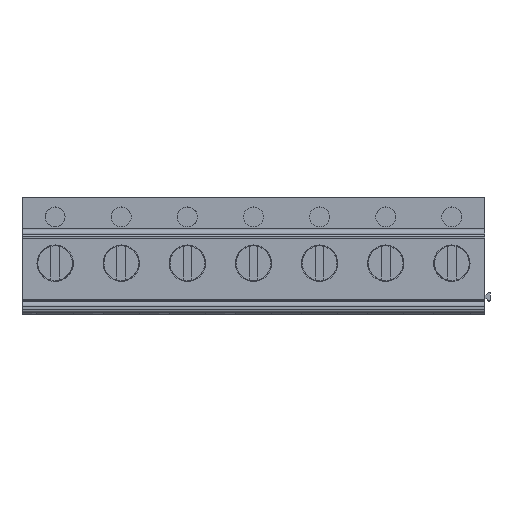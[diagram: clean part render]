
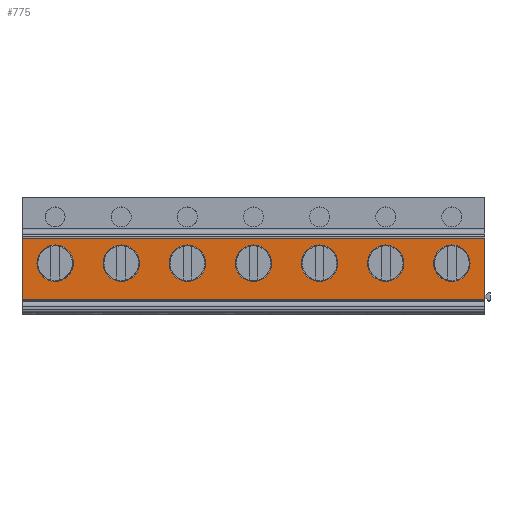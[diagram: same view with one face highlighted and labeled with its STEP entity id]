
A CAD part, top view. The second image highlights one B-rep face of the part: STEP entity #775.
In plain terms, the highlighted planar face has unit normal (0, 0, 1).
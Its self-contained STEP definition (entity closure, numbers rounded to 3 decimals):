
#622=AXIS2_PLACEMENT_3D('Plane Axis2P3D',#619,#620,#621) ;
#651=AXIS2_PLACEMENT_3D('Circle Axis2P3D',#649,#650,$) ;
#660=AXIS2_PLACEMENT_3D('Circle Axis2P3D',#658,#659,$) ;
#669=AXIS2_PLACEMENT_3D('Circle Axis2P3D',#667,#668,$) ;
#678=AXIS2_PLACEMENT_3D('Circle Axis2P3D',#676,#677,$) ;
#687=AXIS2_PLACEMENT_3D('Circle Axis2P3D',#685,#686,$) ;
#696=AXIS2_PLACEMENT_3D('Circle Axis2P3D',#694,#695,$) ;
#705=AXIS2_PLACEMENT_3D('Circle Axis2P3D',#703,#704,$) ;
#714=AXIS2_PLACEMENT_3D('Circle Axis2P3D',#712,#713,$) ;
#723=AXIS2_PLACEMENT_3D('Circle Axis2P3D',#721,#722,$) ;
#732=AXIS2_PLACEMENT_3D('Circle Axis2P3D',#730,#731,$) ;
#741=AXIS2_PLACEMENT_3D('Circle Axis2P3D',#739,#740,$) ;
#750=AXIS2_PLACEMENT_3D('Circle Axis2P3D',#748,#749,$) ;
#759=AXIS2_PLACEMENT_3D('Circle Axis2P3D',#757,#758,$) ;
#768=AXIS2_PLACEMENT_3D('Circle Axis2P3D',#766,#767,$) ;
#592=CARTESIAN_POINT('Line Origine',(26.67,8.716,20.2)) ;
#596=CARTESIAN_POINT('Vertex',(0.,8.716,20.2)) ;
#598=CARTESIAN_POINT('Vertex',(53.34,8.716,20.2)) ;
#619=CARTESIAN_POINT('Axis2P3D Location',(22.86,8.716,20.2)) ;
#624=CARTESIAN_POINT('Line Origine',(26.67,1.648,20.2)) ;
#628=CARTESIAN_POINT('Vertex',(0.,1.648,20.2)) ;
#630=CARTESIAN_POINT('Vertex',(53.34,1.648,20.2)) ;
#633=CARTESIAN_POINT('Line Origine',(53.34,5.182,20.2)) ;
#638=CARTESIAN_POINT('Line Origine',(0.,5.182,20.2)) ;
#649=CARTESIAN_POINT('Axis2P3D Location',(3.82,5.85,20.2)) ;
#653=CARTESIAN_POINT('Vertex',(3.82,3.75,20.2)) ;
#655=CARTESIAN_POINT('Vertex',(3.82,7.95,20.2)) ;
#658=CARTESIAN_POINT('Axis2P3D Location',(3.82,5.85,20.2)) ;
#667=CARTESIAN_POINT('Axis2P3D Location',(49.54,5.85,20.2)) ;
#671=CARTESIAN_POINT('Vertex',(49.54,7.95,20.2)) ;
#673=CARTESIAN_POINT('Vertex',(49.54,3.75,20.2)) ;
#676=CARTESIAN_POINT('Axis2P3D Location',(49.54,5.85,20.2)) ;
#685=CARTESIAN_POINT('Axis2P3D Location',(19.06,5.85,20.2)) ;
#689=CARTESIAN_POINT('Vertex',(19.06,7.95,20.2)) ;
#691=CARTESIAN_POINT('Vertex',(19.06,3.75,20.2)) ;
#694=CARTESIAN_POINT('Axis2P3D Location',(19.06,5.85,20.2)) ;
#703=CARTESIAN_POINT('Axis2P3D Location',(26.68,5.85,20.2)) ;
#707=CARTESIAN_POINT('Vertex',(26.68,3.75,20.2)) ;
#709=CARTESIAN_POINT('Vertex',(26.68,7.95,20.2)) ;
#712=CARTESIAN_POINT('Axis2P3D Location',(26.68,5.85,20.2)) ;
#721=CARTESIAN_POINT('Axis2P3D Location',(41.92,5.85,20.2)) ;
#725=CARTESIAN_POINT('Vertex',(41.92,3.75,20.2)) ;
#727=CARTESIAN_POINT('Vertex',(41.92,7.95,20.2)) ;
#730=CARTESIAN_POINT('Axis2P3D Location',(41.92,5.85,20.2)) ;
#739=CARTESIAN_POINT('Axis2P3D Location',(11.44,5.85,20.2)) ;
#743=CARTESIAN_POINT('Vertex',(11.44,7.95,20.2)) ;
#745=CARTESIAN_POINT('Vertex',(11.44,3.75,20.2)) ;
#748=CARTESIAN_POINT('Axis2P3D Location',(11.44,5.85,20.2)) ;
#757=CARTESIAN_POINT('Axis2P3D Location',(34.3,5.85,20.2)) ;
#761=CARTESIAN_POINT('Vertex',(34.3,3.75,20.2)) ;
#763=CARTESIAN_POINT('Vertex',(34.3,7.95,20.2)) ;
#766=CARTESIAN_POINT('Axis2P3D Location',(34.3,5.85,20.2)) ;
#593=DIRECTION('Vector Direction',(1.,0.,0.)) ;
#620=DIRECTION('Axis2P3D Direction',(-0.,0.,1.)) ;
#621=DIRECTION('Axis2P3D XDirection',(0.,-1.,0.)) ;
#625=DIRECTION('Vector Direction',(1.,0.,0.)) ;
#634=DIRECTION('Vector Direction',(0.,-1.,0.)) ;
#639=DIRECTION('Vector Direction',(0.,-1.,0.)) ;
#650=DIRECTION('Axis2P3D Direction',(-0.,0.,1.)) ;
#659=DIRECTION('Axis2P3D Direction',(-0.,0.,1.)) ;
#668=DIRECTION('Axis2P3D Direction',(-0.,0.,1.)) ;
#677=DIRECTION('Axis2P3D Direction',(-0.,0.,1.)) ;
#686=DIRECTION('Axis2P3D Direction',(-0.,0.,1.)) ;
#695=DIRECTION('Axis2P3D Direction',(-0.,0.,1.)) ;
#704=DIRECTION('Axis2P3D Direction',(-0.,0.,1.)) ;
#713=DIRECTION('Axis2P3D Direction',(-0.,0.,1.)) ;
#722=DIRECTION('Axis2P3D Direction',(-0.,0.,1.)) ;
#731=DIRECTION('Axis2P3D Direction',(-0.,0.,1.)) ;
#740=DIRECTION('Axis2P3D Direction',(-0.,0.,1.)) ;
#749=DIRECTION('Axis2P3D Direction',(-0.,0.,1.)) ;
#758=DIRECTION('Axis2P3D Direction',(-0.,0.,1.)) ;
#767=DIRECTION('Axis2P3D Direction',(-0.,0.,1.)) ;
#594=VECTOR('Line Direction',#593,1.) ;
#626=VECTOR('Line Direction',#625,1.) ;
#635=VECTOR('Line Direction',#634,1.) ;
#640=VECTOR('Line Direction',#639,1.) ;
#644=ORIENTED_EDGE('',*,*,#632,.T.) ;
#645=ORIENTED_EDGE('',*,*,#637,.T.) ;
#646=ORIENTED_EDGE('',*,*,#600,.F.) ;
#647=ORIENTED_EDGE('',*,*,#642,.F.) ;
#664=ORIENTED_EDGE('',*,*,#657,.F.) ;
#665=ORIENTED_EDGE('',*,*,#662,.F.) ;
#682=ORIENTED_EDGE('',*,*,#675,.F.) ;
#683=ORIENTED_EDGE('',*,*,#680,.F.) ;
#700=ORIENTED_EDGE('',*,*,#693,.F.) ;
#701=ORIENTED_EDGE('',*,*,#698,.F.) ;
#718=ORIENTED_EDGE('',*,*,#711,.F.) ;
#719=ORIENTED_EDGE('',*,*,#716,.F.) ;
#736=ORIENTED_EDGE('',*,*,#729,.F.) ;
#737=ORIENTED_EDGE('',*,*,#734,.F.) ;
#754=ORIENTED_EDGE('',*,*,#747,.F.) ;
#755=ORIENTED_EDGE('',*,*,#752,.F.) ;
#772=ORIENTED_EDGE('',*,*,#765,.F.) ;
#773=ORIENTED_EDGE('',*,*,#770,.F.) ;
#666=FACE_BOUND('',#663,.T.) ;
#684=FACE_BOUND('',#681,.T.) ;
#702=FACE_BOUND('',#699,.T.) ;
#720=FACE_BOUND('',#717,.T.) ;
#738=FACE_BOUND('',#735,.T.) ;
#756=FACE_BOUND('',#753,.T.) ;
#774=FACE_BOUND('',#771,.T.) ;
#775=ADVANCED_FACE('HOUSING',(#648,#666,#684,#702,#720,#738,#756,#774),#623,.T.) ;
#652=CIRCLE('generated circle',#651,2.1) ;
#661=CIRCLE('generated circle',#660,2.1) ;
#670=CIRCLE('generated circle',#669,2.1) ;
#679=CIRCLE('generated circle',#678,2.1) ;
#688=CIRCLE('generated circle',#687,2.1) ;
#697=CIRCLE('generated circle',#696,2.1) ;
#706=CIRCLE('generated circle',#705,2.1) ;
#715=CIRCLE('generated circle',#714,2.1) ;
#724=CIRCLE('generated circle',#723,2.1) ;
#733=CIRCLE('generated circle',#732,2.1) ;
#742=CIRCLE('generated circle',#741,2.1) ;
#751=CIRCLE('generated circle',#750,2.1) ;
#760=CIRCLE('generated circle',#759,2.1) ;
#769=CIRCLE('generated circle',#768,2.1) ;
#600=EDGE_CURVE('',#597,#599,#595,.T.) ;
#632=EDGE_CURVE('',#629,#631,#627,.T.) ;
#637=EDGE_CURVE('',#631,#599,#636,.F.) ;
#642=EDGE_CURVE('',#629,#597,#641,.F.) ;
#657=EDGE_CURVE('',#654,#656,#652,.T.) ;
#662=EDGE_CURVE('',#656,#654,#661,.T.) ;
#675=EDGE_CURVE('',#672,#674,#670,.T.) ;
#680=EDGE_CURVE('',#674,#672,#679,.T.) ;
#693=EDGE_CURVE('',#690,#692,#688,.T.) ;
#698=EDGE_CURVE('',#692,#690,#697,.T.) ;
#711=EDGE_CURVE('',#708,#710,#706,.T.) ;
#716=EDGE_CURVE('',#710,#708,#715,.T.) ;
#729=EDGE_CURVE('',#726,#728,#724,.T.) ;
#734=EDGE_CURVE('',#728,#726,#733,.T.) ;
#747=EDGE_CURVE('',#744,#746,#742,.T.) ;
#752=EDGE_CURVE('',#746,#744,#751,.T.) ;
#765=EDGE_CURVE('',#762,#764,#760,.T.) ;
#770=EDGE_CURVE('',#764,#762,#769,.T.) ;
#643=EDGE_LOOP('',(#644,#645,#646,#647)) ;
#663=EDGE_LOOP('',(#664,#665)) ;
#681=EDGE_LOOP('',(#682,#683)) ;
#699=EDGE_LOOP('',(#700,#701)) ;
#717=EDGE_LOOP('',(#718,#719)) ;
#735=EDGE_LOOP('',(#736,#737)) ;
#753=EDGE_LOOP('',(#754,#755)) ;
#771=EDGE_LOOP('',(#772,#773)) ;
#648=FACE_OUTER_BOUND('',#643,.T.) ;
#595=LINE('Line',#592,#594) ;
#627=LINE('Line',#624,#626) ;
#636=LINE('Line',#633,#635) ;
#641=LINE('Line',#638,#640) ;
#623=PLANE('',#622) ;
#597=VERTEX_POINT('',#596) ;
#599=VERTEX_POINT('',#598) ;
#629=VERTEX_POINT('',#628) ;
#631=VERTEX_POINT('',#630) ;
#654=VERTEX_POINT('',#653) ;
#656=VERTEX_POINT('',#655) ;
#672=VERTEX_POINT('',#671) ;
#674=VERTEX_POINT('',#673) ;
#690=VERTEX_POINT('',#689) ;
#692=VERTEX_POINT('',#691) ;
#708=VERTEX_POINT('',#707) ;
#710=VERTEX_POINT('',#709) ;
#726=VERTEX_POINT('',#725) ;
#728=VERTEX_POINT('',#727) ;
#744=VERTEX_POINT('',#743) ;
#746=VERTEX_POINT('',#745) ;
#762=VERTEX_POINT('',#761) ;
#764=VERTEX_POINT('',#763) ;
